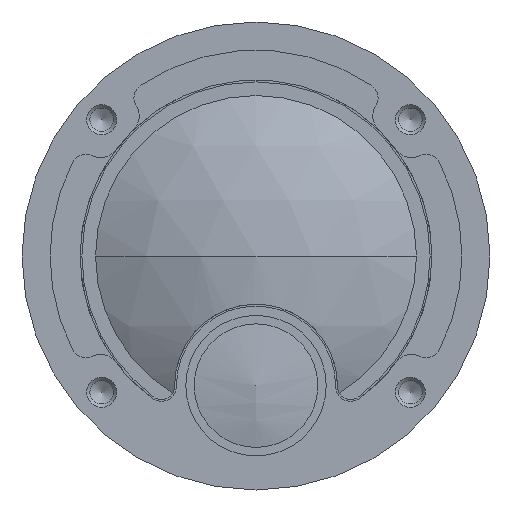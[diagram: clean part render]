
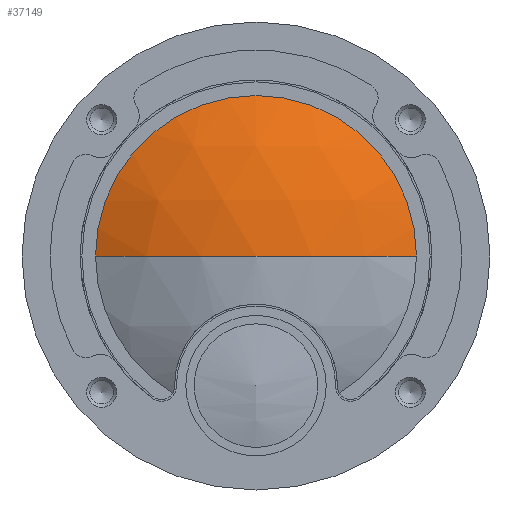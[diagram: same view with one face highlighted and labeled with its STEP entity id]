
A CAD part, front view. The second image highlights one B-rep face of the part: STEP entity #37149.
In plain terms, the highlighted spherical face has radius 17.46 mm.
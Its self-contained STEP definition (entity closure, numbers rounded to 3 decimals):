
#4433=SPHERICAL_SURFACE('',#106792,17.46);
#6115=CIRCLE('',#106787,8.572);
#6117=CIRCLE('',#106790,17.46);
#37149=ADVANCED_FACE('',(#44636),#4433,.T.);
#44636=FACE_OUTER_BOUND('',#49503,.T.);
#49503=EDGE_LOOP('',(#55283,#55284));
#55283=ORIENTED_EDGE('',*,*,#87311,.F.);
#55284=ORIENTED_EDGE('',*,*,#87305,.T.);
#79378=VERTEX_POINT('',#130053);
#79379=VERTEX_POINT('',#130055);
#87305=EDGE_CURVE('',#79379,#79378,#6115,.T.);
#87311=EDGE_CURVE('',#79379,#79378,#6117,.T.);
#106787=AXIS2_PLACEMENT_3D('',#130054,#112001,#112002);
#106790=AXIS2_PLACEMENT_3D('',#130121,#112007,#112008);
#106792=AXIS2_PLACEMENT_3D('',#130123,#112011,#112012);
#112001=DIRECTION('',(0.,-1.,0.));
#112002=DIRECTION('',(1.,0.,0.));
#112007=DIRECTION('',(0.,0.,-1.));
#112008=DIRECTION('',(0.491,-0.871,0.));
#112011=DIRECTION('',(0.,0.,-1.));
#112012=DIRECTION('',(1.,0.,0.));
#130053=CARTESIAN_POINT('',(10.896,45.581,-5.7));
#130054=CARTESIAN_POINT('',(19.467,45.581,-5.7));
#130055=CARTESIAN_POINT('',(28.039,45.581,-5.7));
#130121=CARTESIAN_POINT('',(19.467,60.792,-5.7));
#130123=CARTESIAN_POINT('',(19.467,60.792,-5.7));
